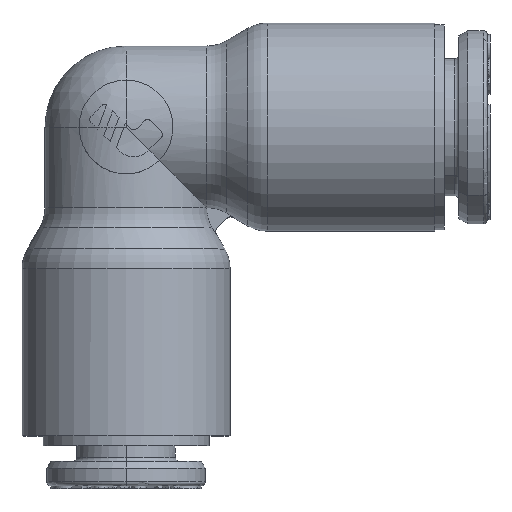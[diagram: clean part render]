
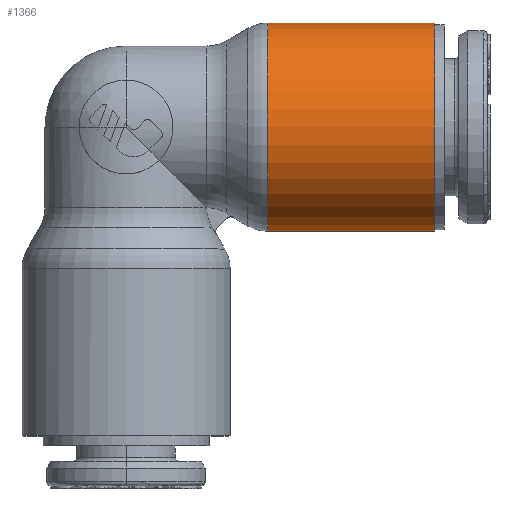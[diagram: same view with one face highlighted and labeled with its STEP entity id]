
A CAD part, top view. The second image highlights one B-rep face of the part: STEP entity #1366.
In plain terms, the highlighted cylindrical face has radius 5.325 mm (diameter 10.65 mm), a partial arc.
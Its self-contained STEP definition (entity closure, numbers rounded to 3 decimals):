
#1366=ADVANCED_FACE('',(#3774),#3775,.T.);
#3774=FACE_OUTER_BOUND('',#9324,.T.);
#3775=CYLINDRICAL_SURFACE('',#9325,5.325);
#9324=EDGE_LOOP('',(#18817,#18818,#18819,#18820));
#9325=AXIS2_PLACEMENT_3D('',#18821,#18822,#18823);
#18817=ORIENTED_EDGE('',*,*,#22549,.F.);
#18818=ORIENTED_EDGE('',*,*,#22550,.F.);
#18819=ORIENTED_EDGE('',*,*,#22547,.T.);
#18820=ORIENTED_EDGE('',*,*,#22545,.F.);
#18821=CARTESIAN_POINT('',(-5.148,0.0,0.0));
#18822=DIRECTION('',(-1.0,-0.0,0.0));
#18823=DIRECTION('',(0.0,-1.0,0.0));
#22545=EDGE_CURVE('',#27621,#27619,#27623,.T.);
#22547=EDGE_CURVE('',#27625,#27619,#27626,.T.);
#22549=EDGE_CURVE('',#27627,#27621,#27629,.T.);
#22550=EDGE_CURVE('',#27625,#27627,#27630,.T.);
#27619=VERTEX_POINT('',#38096);
#27621=VERTEX_POINT('',#38098);
#27623=CIRCLE('',#38100,5.325);
#27625=VERTEX_POINT('',#38102);
#27626=LINE('',#38103,#38104);
#27627=VERTEX_POINT('',#38105);
#27629=LINE('',#38107,#38108);
#27630=CIRCLE('',#38109,5.325);
#38096=CARTESIAN_POINT('',(7.236,5.325,0.002));
#38098=CARTESIAN_POINT('',(7.236,-5.325,-0.002));
#38100=AXIS2_PLACEMENT_3D('',#42506,#42507,#42508);
#38102=CARTESIAN_POINT('',(15.8,5.325,0.0));
#38103=CARTESIAN_POINT('',(15.8,5.325,0.0));
#38104=VECTOR('',#42512,8.564);
#38105=CARTESIAN_POINT('',(15.8,-5.325,0.0));
#38107=CARTESIAN_POINT('',(15.8,-5.325,0.0));
#38108=VECTOR('',#42516,8.564);
#38109=AXIS2_PLACEMENT_3D('',#42517,#42518,#42519);
#42506=CARTESIAN_POINT('',(7.236,0.0,0.0));
#42507=DIRECTION('',(-1.0,0.0,0.0));
#42508=DIRECTION('',(0.0,-1.0,0.0));
#42512=DIRECTION('',(-1.0,0.0,0.0));
#42516=DIRECTION('',(-1.0,0.0,0.0));
#42517=CARTESIAN_POINT('',(15.8,0.0,0.0));
#42518=DIRECTION('',(1.0,0.0,0.0));
#42519=DIRECTION('',(0.0,1.0,0.0));
